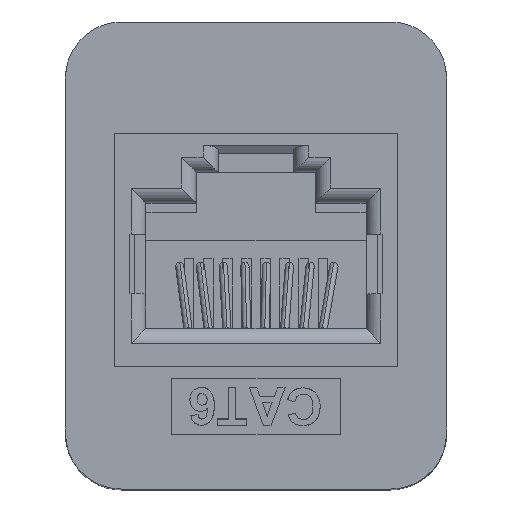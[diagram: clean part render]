
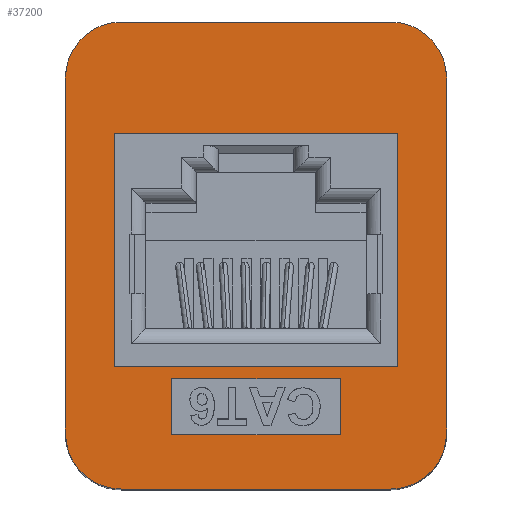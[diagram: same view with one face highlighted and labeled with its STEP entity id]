
A CAD part, top view. The second image highlights one B-rep face of the part: STEP entity #37200.
In plain terms, the highlighted planar face has unit normal (0, 0, 1).
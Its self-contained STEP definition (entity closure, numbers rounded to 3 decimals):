
#37008 = EDGE_CURVE ( 'NONE', #37057, #37036, #70668, .T. ) ;
#37036 = VERTEX_POINT ( 'NONE', #70702 ) ;
#37057 = VERTEX_POINT ( 'NONE', #70734 ) ;
#37074 = VERTEX_POINT ( 'NONE', #70771 ) ;
#37080 = VERTEX_POINT ( 'NONE', #70716 ) ;
#37082 = VERTEX_POINT ( 'NONE', #70723 ) ;
#37084 = VERTEX_POINT ( 'NONE', #70712 ) ;
#37107 = ORIENTED_EDGE ( 'NONE', *, *, #37203, .F. ) ;
#37155 = ORIENTED_EDGE ( 'NONE', *, *, #37162, .T. ) ;
#37156 = EDGE_CURVE ( 'NONE', #37036, #37074, #70831, .T. ) ;
#37160 = ORIENTED_EDGE ( 'NONE', *, *, #37164, .T. ) ;
#37162 = EDGE_CURVE ( 'NONE', #37074, #37185, #70828, .T. ) ;
#37163 = VERTEX_POINT ( 'NONE', #70822 ) ;
#37164 = EDGE_CURVE ( 'NONE', #37185, #37182, #70823, .T. ) ;
#37169 = EDGE_CURVE ( 'NONE', #37207, #37084, #70819, .T. ) ;
#37170 = ORIENTED_EDGE ( 'NONE', *, *, #37209, .F. ) ;
#37173 = EDGE_LOOP ( 'NONE', ( #37176, #37178, #37187, #37286 ) ) ;
#37176 = ORIENTED_EDGE ( 'NONE', *, *, #37169, .F. ) ;
#37178 = ORIENTED_EDGE ( 'NONE', *, *, #37181, .F. ) ;
#37181 = EDGE_CURVE ( 'NONE', #37194, #37207, #70829, .T. ) ;
#37182 = VERTEX_POINT ( 'NONE', #70869 ) ;
#37183 = EDGE_CURVE ( 'NONE', #37195, #37194, #70867, .T. ) ;
#37184 = VERTEX_POINT ( 'NONE', #70868 ) ;
#37185 = VERTEX_POINT ( 'NONE', #70866 ) ;
#37187 = ORIENTED_EDGE ( 'NONE', *, *, #37183, .F. ) ;
#37189 = EDGE_CURVE ( 'NONE', #37084, #37195, #70858, .T. ) ;
#37192 = EDGE_CURVE ( 'NONE', #37184, #37057, #70827, .T. ) ;
#37194 = VERTEX_POINT ( 'NONE', #70853 ) ;
#37195 = VERTEX_POINT ( 'NONE', #70824 ) ;
#37196 = ORIENTED_EDGE ( 'NONE', *, *, #37274, .T. ) ;
#37200 = ADVANCED_FACE ( 'NONE', ( #70862, #70870, #70859 ), #70852, .F. ) ;
#37201 = ORIENTED_EDGE ( 'NONE', *, *, #37202, .F. ) ;
#37202 = EDGE_CURVE ( 'NONE', #37082, #37211, #70847, .T. ) ;
#37203 = EDGE_CURVE ( 'NONE', #37211, #37080, #70894, .T. ) ;
#37204 = ORIENTED_EDGE ( 'NONE', *, *, #37205, .F. ) ;
#37205 = EDGE_CURVE ( 'NONE', #37210, #37082, #70851, .T. ) ;
#37207 = VERTEX_POINT ( 'NONE', #70842 ) ;
#37209 = EDGE_CURVE ( 'NONE', #37080, #37210, #70886, .T. ) ;
#37210 = VERTEX_POINT ( 'NONE', #70895 ) ;
#37211 = VERTEX_POINT ( 'NONE', #70883 ) ;
#37221 = EDGE_LOOP ( 'NONE', ( #37107, #37201, #37204, #37170 ) ) ;
#37266 = VERTEX_POINT ( 'NONE', #70957 ) ;
#37269 = EDGE_CURVE ( 'NONE', #37182, #37266, #70953, .T. ) ;
#37273 = ORIENTED_EDGE ( 'NONE', *, *, #37269, .T. ) ;
#37274 = EDGE_CURVE ( 'NONE', #37266, #37163, #70949, .T. ) ;
#37277 = EDGE_CURVE ( 'NONE', #37163, #37184, #70948, .T. ) ;
#37278 = ORIENTED_EDGE ( 'NONE', *, *, #37277, .T. ) ;
#37286 = ORIENTED_EDGE ( 'NONE', *, *, #37189, .F. ) ;
#37288 = EDGE_LOOP ( 'NONE', ( #37290, #37294, #37292, #37155, #37160, #37273, #37196, #37278 ) ) ;
#37290 = ORIENTED_EDGE ( 'NONE', *, *, #37192, .T. ) ;
#37292 = ORIENTED_EDGE ( 'NONE', *, *, #37156, .T. ) ;
#37294 = ORIENTED_EDGE ( 'NONE', *, *, #37008, .T. ) ;
#70650 = DIRECTION ( 'NONE',  ( 1., 0., 0. ) ) ;
#70651 = VECTOR ( 'NONE', #70650, 1000. ) ;
#70653 = CARTESIAN_POINT ( 'NONE',  ( 10.2, -12.5, 0. ) ) ;
#70668 = LINE ( 'NONE', #70653, #70651 ) ;
#70702 = CARTESIAN_POINT ( 'NONE',  ( 7.2, -12.5, 0. ) ) ;
#70712 = CARTESIAN_POINT ( 'NONE',  ( -7.6, 6.55, 0. ) ) ;
#70716 = CARTESIAN_POINT ( 'NONE',  ( -4.5, -6.6, 0. ) ) ;
#70723 = CARTESIAN_POINT ( 'NONE',  ( 4.5, -9.6, 0. ) ) ;
#70734 = CARTESIAN_POINT ( 'NONE',  ( -7.2, -12.5, 0. ) ) ;
#70771 = CARTESIAN_POINT ( 'NONE',  ( 10.2, -9.5, 0. ) ) ;
#70782 = DIRECTION ( 'NONE',  ( 0., 0., 1. ) ) ;
#70809 = VECTOR ( 'NONE', #70810, 1000. ) ;
#70810 = DIRECTION ( 'NONE',  ( 0., 1., 0. ) ) ;
#70811 = DIRECTION ( 'NONE',  ( -1., 0., 0. ) ) ;
#70812 = DIRECTION ( 'NONE',  ( 0., 0., 1. ) ) ;
#70813 = CARTESIAN_POINT ( 'NONE',  ( 7.2, 9.5, 0. ) ) ;
#70814 = DIRECTION ( 'NONE',  ( -1., 0., 0. ) ) ;
#70815 = VECTOR ( 'NONE', #70814, 1000. ) ;
#70816 = CARTESIAN_POINT ( 'NONE',  ( -7.6, 6.55, 0. ) ) ;
#70817 = CARTESIAN_POINT ( 'NONE',  ( 7.6, -5.95, 0. ) ) ;
#70819 = LINE ( 'NONE', #70816, #70815 ) ;
#70820 = DIRECTION ( 'NONE',  ( 0., 1., 0. ) ) ;
#70821 = VECTOR ( 'NONE', #70820, 1000. ) ;
#70822 = CARTESIAN_POINT ( 'NONE',  ( -10.2, 9.5, 0. ) ) ;
#70823 = CIRCLE ( 'NONE', #70835, 3. ) ;
#70824 = CARTESIAN_POINT ( 'NONE',  ( -7.6, -5.95, 0. ) ) ;
#70825 = DIRECTION ( 'NONE',  ( 1., 0., 0. ) ) ;
#70826 = CARTESIAN_POINT ( 'NONE',  ( 10.2, 12.5, 0. ) ) ;
#70827 = CIRCLE ( 'NONE', #70850, 3. ) ;
#70828 = LINE ( 'NONE', #70826, #70821 ) ;
#70829 = LINE ( 'NONE', #70817, #70809 ) ;
#70830 = AXIS2_PLACEMENT_3D ( 'NONE', #70840, #70782, #70825 ) ;
#70831 = CIRCLE ( 'NONE', #70830, 3. ) ;
#70835 = AXIS2_PLACEMENT_3D ( 'NONE', #70813, #70812, #70811 ) ;
#70840 = CARTESIAN_POINT ( 'NONE',  ( 7.2, -9.5, 0. ) ) ;
#70841 = CARTESIAN_POINT ( 'NONE',  ( 4.5, -9.6, 0. ) ) ;
#70842 = CARTESIAN_POINT ( 'NONE',  ( 7.6, 6.55, 0. ) ) ;
#70844 = CARTESIAN_POINT ( 'NONE',  ( -4.5, -9.6, 0. ) ) ;
#70845 = DIRECTION ( 'NONE',  ( -1., 0., 0. ) ) ;
#70846 = DIRECTION ( 'NONE',  ( 0., 0., -1. ) ) ;
#70847 = LINE ( 'NONE', #70841, #70897 ) ;
#70848 = DIRECTION ( 'NONE',  ( 1., 0., 0. ) ) ;
#70849 = DIRECTION ( 'NONE',  ( 0., 0., 1. ) ) ;
#70850 = AXIS2_PLACEMENT_3D ( 'NONE', #70861, #70849, #70848 ) ;
#70851 = LINE ( 'NONE', #70844, #70888 ) ;
#70852 = PLANE ( 'NONE',  #70860 ) ;
#70853 = CARTESIAN_POINT ( 'NONE',  ( 7.6, -5.95, 0. ) ) ;
#70854 = CARTESIAN_POINT ( 'NONE',  ( -10.2, -12.5, 0. ) ) ;
#70855 = DIRECTION ( 'NONE',  ( 0., -1., 0. ) ) ;
#70856 = VECTOR ( 'NONE', #70855, 1000. ) ;
#70857 = CARTESIAN_POINT ( 'NONE',  ( -7.6, -5.95, 0. ) ) ;
#70858 = LINE ( 'NONE', #70857, #70856 ) ;
#70859 = FACE_OUTER_BOUND ( 'NONE', #37288, .T. ) ;
#70860 = AXIS2_PLACEMENT_3D ( 'NONE', #70854, #70846, #70845 ) ;
#70861 = CARTESIAN_POINT ( 'NONE',  ( -7.2, -9.5, 0. ) ) ;
#70862 = FACE_BOUND ( 'NONE', #37221, .T. ) ;
#70863 = DIRECTION ( 'NONE',  ( 1., 0., 0. ) ) ;
#70864 = VECTOR ( 'NONE', #70863, 1000. ) ;
#70865 = CARTESIAN_POINT ( 'NONE',  ( -7.6, -5.95, 0. ) ) ;
#70866 = CARTESIAN_POINT ( 'NONE',  ( 10.2, 9.5, 0. ) ) ;
#70867 = LINE ( 'NONE', #70865, #70864 ) ;
#70868 = CARTESIAN_POINT ( 'NONE',  ( -10.2, -9.5, 0. ) ) ;
#70869 = CARTESIAN_POINT ( 'NONE',  ( 7.2, 12.5, 0. ) ) ;
#70870 = FACE_BOUND ( 'NONE', #37173, .T. ) ;
#70881 = DIRECTION ( 'NONE',  ( 0., -1., 0. ) ) ;
#70882 = VECTOR ( 'NONE', #70881, 1000. ) ;
#70883 = CARTESIAN_POINT ( 'NONE',  ( 4.5, -6.6, 0. ) ) ;
#70885 = CARTESIAN_POINT ( 'NONE',  ( -4.5, -9.6, 0. ) ) ;
#70886 = LINE ( 'NONE', #70885, #70882 ) ;
#70887 = DIRECTION ( 'NONE',  ( 1., 0., 0. ) ) ;
#70888 = VECTOR ( 'NONE', #70887, 1000. ) ;
#70891 = DIRECTION ( 'NONE',  ( -1., 0., 0. ) ) ;
#70892 = VECTOR ( 'NONE', #70891, 1000. ) ;
#70893 = CARTESIAN_POINT ( 'NONE',  ( -4.5, -6.6, 0. ) ) ;
#70894 = LINE ( 'NONE', #70893, #70892 ) ;
#70895 = CARTESIAN_POINT ( 'NONE',  ( -4.5, -9.6, 0. ) ) ;
#70896 = DIRECTION ( 'NONE',  ( 0., 1., 0. ) ) ;
#70897 = VECTOR ( 'NONE', #70896, 1000. ) ;
#70944 = DIRECTION ( 'NONE',  ( -1., 0., 0. ) ) ;
#70945 = DIRECTION ( 'NONE',  ( 0., 0., 1. ) ) ;
#70946 = CARTESIAN_POINT ( 'NONE',  ( -7.2, 9.5, 0. ) ) ;
#70947 = AXIS2_PLACEMENT_3D ( 'NONE', #70946, #70945, #70944 ) ;
#70948 = LINE ( 'NONE', #71000, #70999 ) ;
#70949 = CIRCLE ( 'NONE', #70947, 3. ) ;
#70950 = DIRECTION ( 'NONE',  ( -1., 0., 0. ) ) ;
#70951 = VECTOR ( 'NONE', #70950, 1000. ) ;
#70952 = CARTESIAN_POINT ( 'NONE',  ( 10.2, 12.5, 0. ) ) ;
#70953 = LINE ( 'NONE', #70952, #70951 ) ;
#70957 = CARTESIAN_POINT ( 'NONE',  ( -7.2, 12.5, 0. ) ) ;
#70998 = DIRECTION ( 'NONE',  ( 0., -1., 0. ) ) ;
#70999 = VECTOR ( 'NONE', #70998, 1000. ) ;
#71000 = CARTESIAN_POINT ( 'NONE',  ( -10.2, 12.5, 0. ) ) ;
